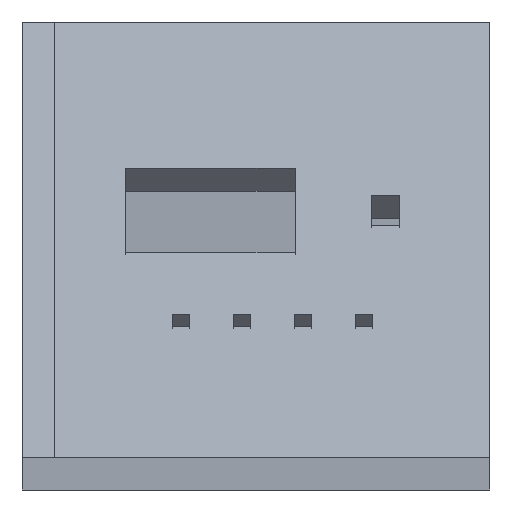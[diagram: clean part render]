
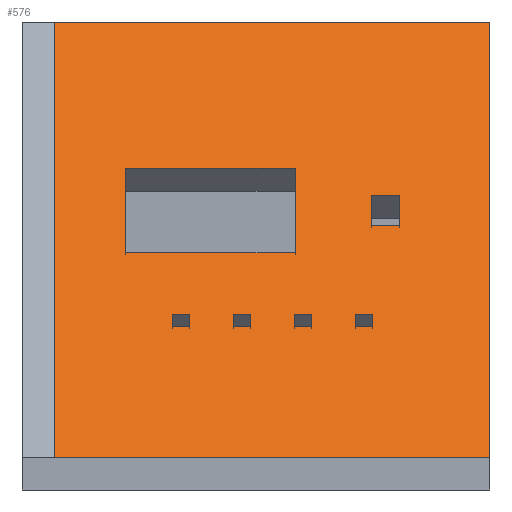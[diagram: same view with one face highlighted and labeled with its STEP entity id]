
A CAD part, left-side view. The second image highlights one B-rep face of the part: STEP entity #576.
In plain terms, the highlighted face is planar.
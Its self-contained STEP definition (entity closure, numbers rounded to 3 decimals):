
#445=FACE_BOUND('',#1056,.T.);
#446=FACE_BOUND('',#1057,.T.);
#447=FACE_BOUND('',#1058,.T.);
#448=FACE_BOUND('',#1059,.T.);
#449=FACE_BOUND('',#1060,.T.);
#450=FACE_BOUND('',#1061,.T.);
#451=FACE_BOUND('',#1062,.T.);
#576=ADVANCED_FACE('',(#445,#446,#447,#448,#449,#450,#451),#711,.F.);
#711=PLANE('',#3504);
#1056=EDGE_LOOP('',(#1801,#1802,#1803,#1804));
#1057=EDGE_LOOP('',(#1805,#1806,#1807,#1808));
#1058=EDGE_LOOP('',(#1809,#1810,#1811,#1812));
#1059=EDGE_LOOP('',(#1813,#1814,#1815,#1816));
#1060=EDGE_LOOP('',(#1817,#1818,#1819,#1820));
#1061=EDGE_LOOP('',(#1821,#1822,#1823,#1824));
#1062=EDGE_LOOP('',(#1825,#1826,#1827,#1828));
#1801=ORIENTED_EDGE('',*,*,#2630,.F.);
#1802=ORIENTED_EDGE('',*,*,#2631,.T.);
#1803=ORIENTED_EDGE('',*,*,#2632,.T.);
#1804=ORIENTED_EDGE('',*,*,#2633,.F.);
#1805=ORIENTED_EDGE('',*,*,#2634,.F.);
#1806=ORIENTED_EDGE('',*,*,#2635,.T.);
#1807=ORIENTED_EDGE('',*,*,#2636,.T.);
#1808=ORIENTED_EDGE('',*,*,#2637,.F.);
#1809=ORIENTED_EDGE('',*,*,#2638,.F.);
#1810=ORIENTED_EDGE('',*,*,#2639,.T.);
#1811=ORIENTED_EDGE('',*,*,#2640,.T.);
#1812=ORIENTED_EDGE('',*,*,#2641,.F.);
#1813=ORIENTED_EDGE('',*,*,#2642,.T.);
#1814=ORIENTED_EDGE('',*,*,#2643,.F.);
#1815=ORIENTED_EDGE('',*,*,#2644,.F.);
#1816=ORIENTED_EDGE('',*,*,#2645,.T.);
#1817=ORIENTED_EDGE('',*,*,#2646,.F.);
#1818=ORIENTED_EDGE('',*,*,#2647,.T.);
#1819=ORIENTED_EDGE('',*,*,#2648,.T.);
#1820=ORIENTED_EDGE('',*,*,#2649,.F.);
#1821=ORIENTED_EDGE('',*,*,#2650,.F.);
#1822=ORIENTED_EDGE('',*,*,#2651,.T.);
#1823=ORIENTED_EDGE('',*,*,#2652,.T.);
#1824=ORIENTED_EDGE('',*,*,#2653,.F.);
#1825=ORIENTED_EDGE('',*,*,#2654,.F.);
#1826=ORIENTED_EDGE('',*,*,#2655,.T.);
#1827=ORIENTED_EDGE('',*,*,#2656,.T.);
#1828=ORIENTED_EDGE('',*,*,#2657,.F.);
#2228=VERTEX_POINT('',#6028);
#2229=VERTEX_POINT('',#6029);
#2230=VERTEX_POINT('',#6031);
#2231=VERTEX_POINT('',#6033);
#2232=VERTEX_POINT('',#6036);
#2233=VERTEX_POINT('',#6037);
#2234=VERTEX_POINT('',#6039);
#2235=VERTEX_POINT('',#6041);
#2236=VERTEX_POINT('',#6044);
#2237=VERTEX_POINT('',#6045);
#2238=VERTEX_POINT('',#6047);
#2239=VERTEX_POINT('',#6049);
#2240=VERTEX_POINT('',#6052);
#2241=VERTEX_POINT('',#6053);
#2242=VERTEX_POINT('',#6055);
#2243=VERTEX_POINT('',#6057);
#2244=VERTEX_POINT('',#6060);
#2245=VERTEX_POINT('',#6061);
#2246=VERTEX_POINT('',#6063);
#2247=VERTEX_POINT('',#6065);
#2248=VERTEX_POINT('',#6068);
#2249=VERTEX_POINT('',#6069);
#2250=VERTEX_POINT('',#6071);
#2251=VERTEX_POINT('',#6073);
#2252=VERTEX_POINT('',#6076);
#2253=VERTEX_POINT('',#6077);
#2254=VERTEX_POINT('',#6079);
#2255=VERTEX_POINT('',#6081);
#2630=EDGE_CURVE('',#2228,#2229,#2938,.T.);
#2631=EDGE_CURVE('',#2228,#2230,#2939,.T.);
#2632=EDGE_CURVE('',#2230,#2231,#2940,.T.);
#2633=EDGE_CURVE('',#2229,#2231,#2941,.T.);
#2634=EDGE_CURVE('',#2232,#2233,#2942,.T.);
#2635=EDGE_CURVE('',#2232,#2234,#2943,.T.);
#2636=EDGE_CURVE('',#2234,#2235,#2944,.T.);
#2637=EDGE_CURVE('',#2233,#2235,#2945,.T.);
#2638=EDGE_CURVE('',#2236,#2237,#2946,.T.);
#2639=EDGE_CURVE('',#2236,#2238,#2947,.T.);
#2640=EDGE_CURVE('',#2238,#2239,#2948,.T.);
#2641=EDGE_CURVE('',#2237,#2239,#2949,.T.);
#2642=EDGE_CURVE('',#2240,#2241,#2950,.T.);
#2643=EDGE_CURVE('',#2242,#2241,#2951,.T.);
#2644=EDGE_CURVE('',#2243,#2242,#2952,.T.);
#2645=EDGE_CURVE('',#2243,#2240,#2953,.T.);
#2646=EDGE_CURVE('',#2244,#2245,#2954,.T.);
#2647=EDGE_CURVE('',#2244,#2246,#2955,.T.);
#2648=EDGE_CURVE('',#2246,#2247,#2956,.T.);
#2649=EDGE_CURVE('',#2245,#2247,#2957,.T.);
#2650=EDGE_CURVE('',#2248,#2249,#2958,.T.);
#2651=EDGE_CURVE('',#2248,#2250,#2959,.T.);
#2652=EDGE_CURVE('',#2250,#2251,#2960,.T.);
#2653=EDGE_CURVE('',#2249,#2251,#2961,.T.);
#2654=EDGE_CURVE('',#2252,#2253,#2962,.T.);
#2655=EDGE_CURVE('',#2252,#2254,#2963,.T.);
#2656=EDGE_CURVE('',#2254,#2255,#2964,.T.);
#2657=EDGE_CURVE('',#2253,#2255,#2965,.T.);
#2938=LINE('',#6027,#3246);
#2939=LINE('',#6030,#3247);
#2940=LINE('',#6032,#3248);
#2941=LINE('',#6034,#3249);
#2942=LINE('',#6035,#3250);
#2943=LINE('',#6038,#3251);
#2944=LINE('',#6040,#3252);
#2945=LINE('',#6042,#3253);
#2946=LINE('',#6043,#3254);
#2947=LINE('',#6046,#3255);
#2948=LINE('',#6048,#3256);
#2949=LINE('',#6050,#3257);
#2950=LINE('',#6051,#3258);
#2951=LINE('',#6054,#3259);
#2952=LINE('',#6056,#3260);
#2953=LINE('',#6058,#3261);
#2954=LINE('',#6059,#3262);
#2955=LINE('',#6062,#3263);
#2956=LINE('',#6064,#3264);
#2957=LINE('',#6066,#3265);
#2958=LINE('',#6067,#3266);
#2959=LINE('',#6070,#3267);
#2960=LINE('',#6072,#3268);
#2961=LINE('',#6074,#3269);
#2962=LINE('',#6075,#3270);
#2963=LINE('',#6078,#3271);
#2964=LINE('',#6080,#3272);
#2965=LINE('',#6082,#3273);
#3246=VECTOR('',#4167,1.);
#3247=VECTOR('',#4168,1.);
#3248=VECTOR('',#4169,1.);
#3249=VECTOR('',#4170,1.);
#3250=VECTOR('',#4171,1.);
#3251=VECTOR('',#4172,1.);
#3252=VECTOR('',#4173,1.);
#3253=VECTOR('',#4174,1.);
#3254=VECTOR('',#4175,1.);
#3255=VECTOR('',#4176,1.);
#3256=VECTOR('',#4177,1.);
#3257=VECTOR('',#4178,1.);
#3258=VECTOR('',#4179,1.);
#3259=VECTOR('',#4180,1.);
#3260=VECTOR('',#4181,1.);
#3261=VECTOR('',#4182,1.);
#3262=VECTOR('',#4183,1.);
#3263=VECTOR('',#4184,1.);
#3264=VECTOR('',#4185,1.);
#3265=VECTOR('',#4186,1.);
#3266=VECTOR('',#4187,1.);
#3267=VECTOR('',#4188,1.);
#3268=VECTOR('',#4189,1.);
#3269=VECTOR('',#4190,1.);
#3270=VECTOR('',#4191,1.);
#3271=VECTOR('',#4192,1.);
#3272=VECTOR('',#4193,1.);
#3273=VECTOR('',#4194,1.);
#3504=AXIS2_PLACEMENT_3D('',#6083,#4195,#4196);
#4167=DIRECTION('',(-1.,0.,0.));
#4168=DIRECTION('',(0.,-0.707,-0.707));
#4169=DIRECTION('',(-1.,0.,0.));
#4170=DIRECTION('',(0.,-0.707,-0.707));
#4171=DIRECTION('',(-1.,0.,0.));
#4172=DIRECTION('',(0.,-0.707,-0.707));
#4173=DIRECTION('',(-1.,0.,0.));
#4174=DIRECTION('',(0.,-0.707,-0.707));
#4175=DIRECTION('',(0.,0.707,0.707));
#4176=DIRECTION('',(-1.,0.,0.));
#4177=DIRECTION('',(0.,0.707,0.707));
#4178=DIRECTION('',(-1.,0.,0.));
#4179=DIRECTION('',(0.,-0.707,-0.707));
#4180=DIRECTION('',(-1.,0.,0.));
#4181=DIRECTION('',(0.,-0.707,-0.707));
#4182=DIRECTION('',(-1.,0.,0.));
#4183=DIRECTION('',(-1.,0.,0.));
#4184=DIRECTION('',(0.,-0.707,-0.707));
#4185=DIRECTION('',(-1.,0.,0.));
#4186=DIRECTION('',(0.,-0.707,-0.707));
#4187=DIRECTION('',(-1.,0.,0.));
#4188=DIRECTION('',(0.,-0.707,-0.707));
#4189=DIRECTION('',(-1.,0.,0.));
#4190=DIRECTION('',(0.,-0.707,-0.707));
#4191=DIRECTION('',(0.,0.707,0.707));
#4192=DIRECTION('',(-1.,0.,0.));
#4193=DIRECTION('',(0.,0.707,0.707));
#4194=DIRECTION('',(-1.,0.,0.));
#4195=DIRECTION('',(0.,0.707,-0.707));
#4196=DIRECTION('',(0.,0.707,0.707));
#6027=CARTESIAN_POINT('',(146.,65.657,65.657));
#6028=CARTESIAN_POINT('',(146.,65.657,65.657));
#6029=CARTESIAN_POINT('',(138.,65.657,65.657));
#6030=CARTESIAN_POINT('',(146.,65.657,65.657));
#6031=CARTESIAN_POINT('',(146.,60.,60.));
#6032=CARTESIAN_POINT('',(146.,60.,60.));
#6033=CARTESIAN_POINT('',(138.,60.,60.));
#6034=CARTESIAN_POINT('',(138.,65.657,65.657));
#6035=CARTESIAN_POINT('',(118.,65.657,65.657));
#6036=CARTESIAN_POINT('',(118.,65.657,65.657));
#6037=CARTESIAN_POINT('',(110.,65.657,65.657));
#6038=CARTESIAN_POINT('',(118.,65.657,65.657));
#6039=CARTESIAN_POINT('',(118.,60.,60.));
#6040=CARTESIAN_POINT('',(118.,60.,60.));
#6041=CARTESIAN_POINT('',(110.,60.,60.));
#6042=CARTESIAN_POINT('',(110.,65.657,65.657));
#6043=CARTESIAN_POINT('',(110.5,93.941,93.941));
#6044=CARTESIAN_POINT('',(110.5,93.941,93.941));
#6045=CARTESIAN_POINT('',(110.5,132.832,132.832));
#6046=CARTESIAN_POINT('',(110.5,93.941,93.941));
#6047=CARTESIAN_POINT('',(32.5,93.941,93.941));
#6048=CARTESIAN_POINT('',(32.5,93.941,93.941));
#6049=CARTESIAN_POINT('',(32.5,132.832,132.832));
#6050=CARTESIAN_POINT('',(110.5,132.832,132.832));
#6051=CARTESIAN_POINT('',(0.,200.,200.));
#6052=CARTESIAN_POINT('',(0.,200.,200.));
#6053=CARTESIAN_POINT('',(0.,0.,0.));
#6054=CARTESIAN_POINT('',(200.,0.,0.));
#6055=CARTESIAN_POINT('',(200.,0.,0.));
#6056=CARTESIAN_POINT('',(200.,200.,200.));
#6057=CARTESIAN_POINT('',(200.,200.,200.));
#6058=CARTESIAN_POINT('',(200.,200.,200.));
#6059=CARTESIAN_POINT('',(158.5,120.458,120.458));
#6060=CARTESIAN_POINT('',(158.5,120.458,120.458));
#6061=CARTESIAN_POINT('',(145.5,120.458,120.458));
#6062=CARTESIAN_POINT('',(158.5,120.458,120.458));
#6063=CARTESIAN_POINT('',(158.5,106.315,106.315));
#6064=CARTESIAN_POINT('',(158.5,106.315,106.315));
#6065=CARTESIAN_POINT('',(145.5,106.315,106.315));
#6066=CARTESIAN_POINT('',(145.5,120.458,120.458));
#6067=CARTESIAN_POINT('',(62.,65.657,65.657));
#6068=CARTESIAN_POINT('',(62.,65.657,65.657));
#6069=CARTESIAN_POINT('',(54.,65.657,65.657));
#6070=CARTESIAN_POINT('',(62.,65.657,65.657));
#6071=CARTESIAN_POINT('',(62.,60.,60.));
#6072=CARTESIAN_POINT('',(62.,60.,60.));
#6073=CARTESIAN_POINT('',(54.,60.,60.));
#6074=CARTESIAN_POINT('',(54.,65.657,65.657));
#6075=CARTESIAN_POINT('',(90.,60.,60.));
#6076=CARTESIAN_POINT('',(90.,60.,60.));
#6077=CARTESIAN_POINT('',(90.,65.657,65.657));
#6078=CARTESIAN_POINT('',(90.,60.,60.));
#6079=CARTESIAN_POINT('',(82.,60.,60.));
#6080=CARTESIAN_POINT('',(82.,60.,60.));
#6081=CARTESIAN_POINT('',(82.,65.657,65.657));
#6082=CARTESIAN_POINT('',(90.,65.657,65.657));
#6083=CARTESIAN_POINT('',(200.,200.,200.));
